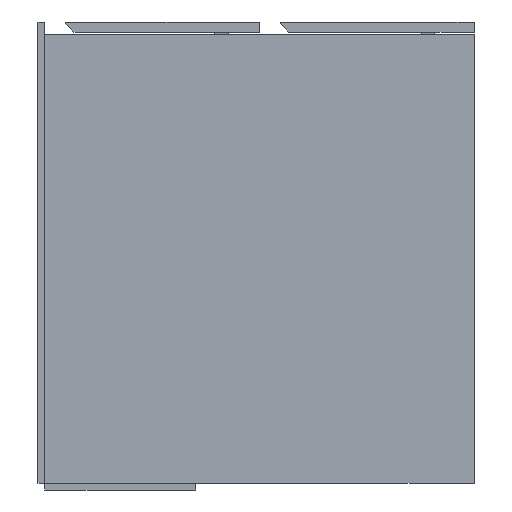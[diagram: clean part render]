
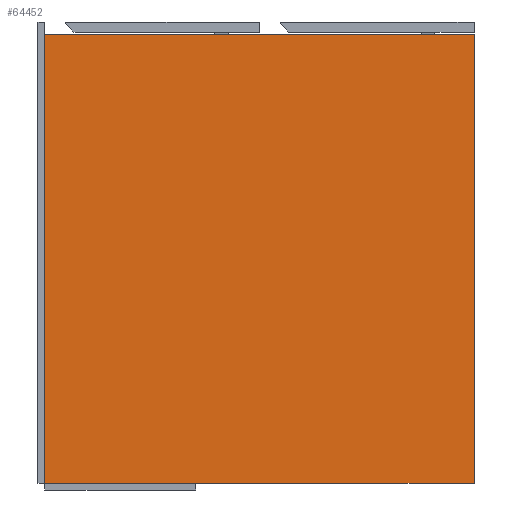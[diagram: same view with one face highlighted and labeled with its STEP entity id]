
A CAD part, left-side view. The second image highlights one B-rep face of the part: STEP entity #64452.
In plain terms, the highlighted planar face has unit normal (-1, 0, 0).
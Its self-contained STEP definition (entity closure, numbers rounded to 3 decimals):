
#3182 = EDGE_LOOP ( 'NONE', ( #27393, #93325, #137817, #116629 ) ) ;
#6501 = LINE ( 'NONE', #93966, #122359 ) ;
#6712 = FACE_OUTER_BOUND ( 'NONE', #3182, .T. ) ;
#11500 = EDGE_CURVE ( 'NONE', #33058, #58868, #32539, .T. ) ;
#20283 = DIRECTION ( 'NONE',  ( 0., -1., 0. ) ) ;
#23385 = CARTESIAN_POINT ( 'NONE',  ( 2., 0., -15. ) ) ;
#23826 = VERTEX_POINT ( 'NONE', #23385 ) ;
#27393 = ORIENTED_EDGE ( 'NONE', *, *, #103461, .F. ) ;
#32358 = LINE ( 'NONE', #53342, #71575 ) ;
#32539 = LINE ( 'NONE', #84676, #132943 ) ;
#33058 = VERTEX_POINT ( 'NONE', #79434 ) ;
#34055 = CARTESIAN_POINT ( 'NONE',  ( 2., 512., -550. ) ) ;
#39945 = DIRECTION ( 'NONE',  ( 0., 0., -1. ) ) ;
#51614 = EDGE_CURVE ( 'NONE', #83779, #23826, #6501, .T. ) ;
#53342 = CARTESIAN_POINT ( 'NONE',  ( 2., 0., -550. ) ) ;
#58868 = VERTEX_POINT ( 'NONE', #115356 ) ;
#64452 = ADVANCED_FACE ( 'NONE', ( #6712 ), #105044, .F. ) ;
#68726 = DIRECTION ( 'NONE',  ( 0., 0., 1. ) ) ;
#71473 = AXIS2_PLACEMENT_3D ( 'NONE', #104320, #126738, #39945 ) ;
#71575 = VECTOR ( 'NONE', #107604, 1000. ) ;
#73432 = EDGE_CURVE ( 'NONE', #58868, #23826, #32358, .T. ) ;
#79101 = VECTOR ( 'NONE', #68726, 1000. ) ;
#79434 = CARTESIAN_POINT ( 'NONE',  ( 2., 512., -550. ) ) ;
#83779 = VERTEX_POINT ( 'NONE', #142432 ) ;
#84676 = CARTESIAN_POINT ( 'NONE',  ( 2., 1047.337, -550. ) ) ;
#93325 = ORIENTED_EDGE ( 'NONE', *, *, #11500, .T. ) ;
#93966 = CARTESIAN_POINT ( 'NONE',  ( 2., 1047.337, -15. ) ) ;
#94693 = DIRECTION ( 'NONE',  ( 0., -1., 0. ) ) ;
#103461 = EDGE_CURVE ( 'NONE', #33058, #83779, #134542, .T. ) ;
#104320 = CARTESIAN_POINT ( 'NONE',  ( 2., 1047.337, -550. ) ) ;
#105044 = PLANE ( 'NONE',  #71473 ) ;
#107604 = DIRECTION ( 'NONE',  ( 0., 0., 1. ) ) ;
#115356 = CARTESIAN_POINT ( 'NONE',  ( 2., 0., -550. ) ) ;
#116629 = ORIENTED_EDGE ( 'NONE', *, *, #51614, .F. ) ;
#122359 = VECTOR ( 'NONE', #94693, 1000. ) ;
#126738 = DIRECTION ( 'NONE',  ( 1., 0., 0. ) ) ;
#132943 = VECTOR ( 'NONE', #20283, 1000. ) ;
#134542 = LINE ( 'NONE', #34055, #79101 ) ;
#137817 = ORIENTED_EDGE ( 'NONE', *, *, #73432, .T. ) ;
#142432 = CARTESIAN_POINT ( 'NONE',  ( 2., 512., -15. ) ) ;
